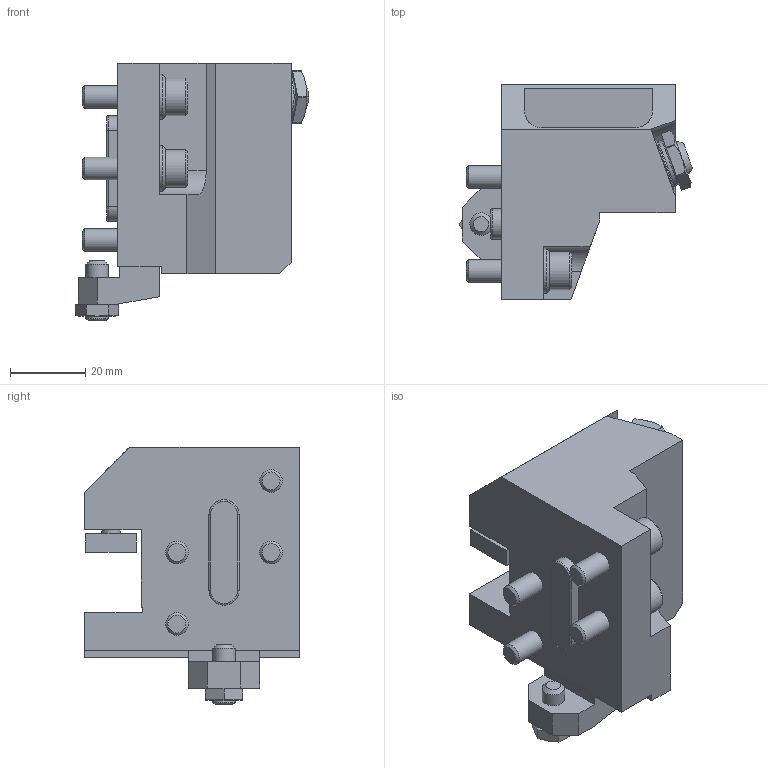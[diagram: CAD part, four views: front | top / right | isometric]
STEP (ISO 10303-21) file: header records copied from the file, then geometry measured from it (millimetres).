
FILE_DESCRIPTION(/* description */ (''),/* implementation_level */ '2;1');
FILE_NAME(/* name */ 'W9990723_A__specification_W9990723_Aussen_.stp',/* time_stamp */ '2015-09-16T09:18:39+02:00',/* author */ (''),/* organization */ (''),/* preprocessor_version */ 'ST-DEVELOPER v15',/* originating_system */ 'SIEMENS PLM Software NX 9.0',/* authorisation */ '');
FILE_SCHEMA (('AUTOMOTIVE_DESIGN { 1 0 10303 214 3 1 1 1 }'));
Length unit declared in the file: millimetre
Products named in the file (1): _
Bounding box: 61.93 x 57 x 68.5 mm (x, y, z)
Volume: 99438.5 mm3; surface area: 20634.8 mm2
Topology: 1 solids, 1 shells, 135 faces, 313 edges, 198 vertices
Faces by surface type: plane 74, cone 29, cylinder 27, torus 4, sphere 1
Full cylindrical faces by diameter (mm): 4.8 x1, 6 x6, 10 x2, 12 x2, 12.6 x1, 14 x1
Entity records: 3696 total; most frequent: CARTESIAN_POINT 718, DIRECTION 606, ORIENTED_EDGE 562, EDGE_CURVE 281, AXIS2_PLACEMENT_3D 225, VERTEX_POINT 193, EDGE_LOOP 180, LINE 156
